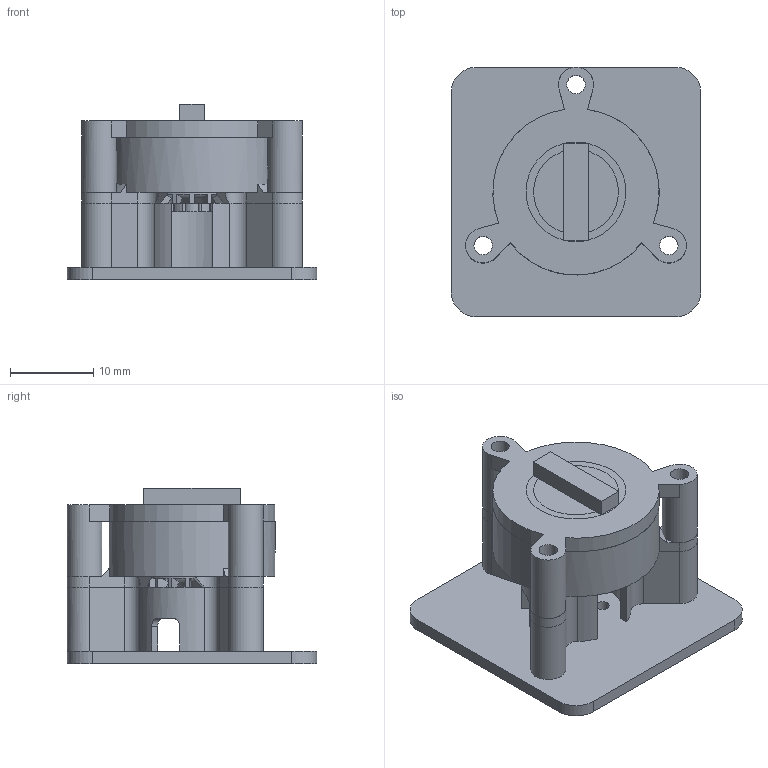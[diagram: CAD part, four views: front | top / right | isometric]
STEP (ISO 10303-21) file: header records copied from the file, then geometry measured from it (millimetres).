
FILE_DESCRIPTION(/* description */ ('STEP AP242','CAx-IF Rec.Pracs.---Representation and Presentation of Product Manufacturing Information (PMI)---4.0---2014-10-13','CAx-IF Rec.Pracs.---3D Tessellated Geometry---0.4---2014-09-14','2;1'),/* implementation_level */ '2;1');
FILE_NAME(/* name */ '66a427427ebf7a189e143bd2',/* time_stamp */ '2024-07-26T22:46:26Z',/* author */ (''),/* organization */ (''),/* preprocessor_version */ 'ST-DEVELOPER v20',/* originating_system */ ' ',/* authorisation */ ' ');
FILE_SCHEMA (('AP242_MANAGED_MODEL_BASED_3D_ENGINEERING_MIM_LF { 1 0 10303 442 1 1 4 }'));
Length unit declared in the file: metre
Products named in the file (10): output disc bottom retainer; top; output disc; outer ring; center shaft bottom; 2nd disk; 1st disk; Part 2; motor mount; center shaft top
Bounding box: 30 x 30 x 21.1 mm (x, y, z)
Volume: 4713.9 mm3; surface area: 8396.9 mm2
Topology: 10 solids, 10 shells, 350 faces, 913 edges, 600 vertices
Faces by surface type: plane 188, cylinder 152, bspline 7, cone 3
Full cylindrical faces by diameter (mm): 0.6 x1, 1 x30, 1.1 x2, 1.6 x3, 1.9 x3, 2 x1, 2.2 x11, 3 x2, 3.3 x2, 3.617 x6, 4 x2, 4.2 x3, 5 x1, 6 x2, 10.2 x1, 10.5 x1, 11.2 x2, 12 x1, 13 x1, 13.2 x1, 20 x1
Entity records: 12002 total; most frequent: CARTESIAN_POINT 3277, DIRECTION 1844, ORIENTED_EDGE 1614, EDGE_CURVE 807, AXIS2_PLACEMENT_3D 755, VERTEX_POINT 574, EDGE_LOOP 517, FACE_BOUND 517
